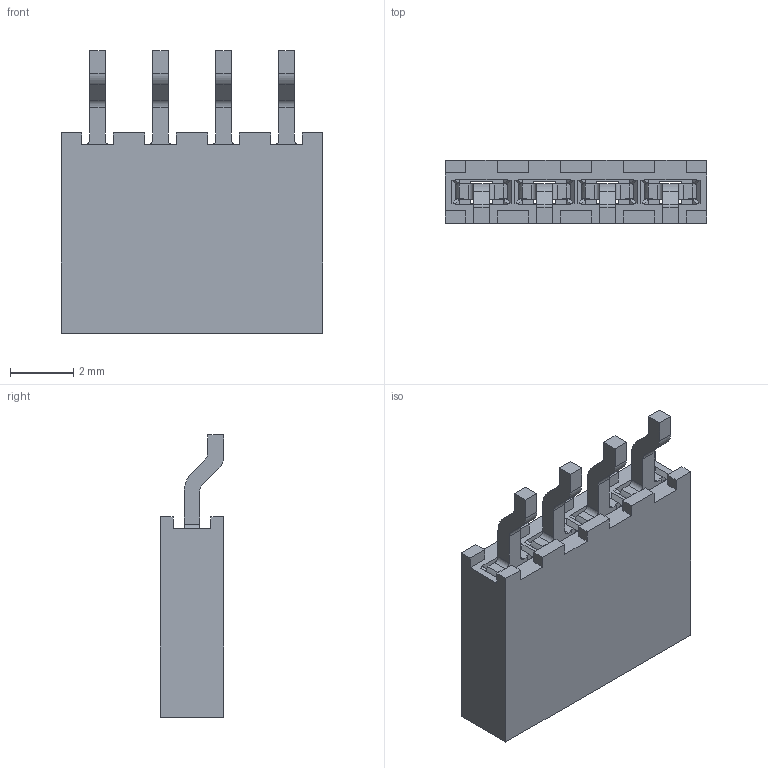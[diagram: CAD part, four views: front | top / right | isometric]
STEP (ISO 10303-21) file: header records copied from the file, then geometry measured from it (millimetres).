
FILE_DESCRIPTION(/* description */ (''),/* implementation_level */ '2;1');
FILE_NAME(/* name */ '4160-04-1-2-xx-xx.stp',/* time_stamp */ '2025-10-30T15:01:46+01:00',/* author */ ('andreas.larin'),/* organization */ (''),/* preprocessor_version */ 'ST-DEVELOPER v20',/* originating_system */ 'Autodesk Inventor 2025',/* authorisation */ '');
FILE_SCHEMA (('AUTOMOTIVE_DESIGN { 1 0 10303 214 3 1 1 }'));
Length unit declared in the file: millimetre
Products named in the file (1): 4160-04-1-2-xx-xx
Bounding box: 8.3 x 2 x 8.95 mm (x, y, z)
Volume: 85.9 mm3; surface area: 355.9 mm2
Topology: 1 solids, 1 shells, 358 faces, 1040 edges, 680 vertices
Faces by surface type: plane 290, cylinder 60, bspline 8
Entity records: 12227 total; most frequent: CARTESIAN_POINT 2319, ORIENTED_EDGE 2080, DIRECTION 1838, EDGE_CURVE 1040, LINE 864, VECTOR 864, VERTEX_POINT 680, AXIS2_PLACEMENT_3D 487
